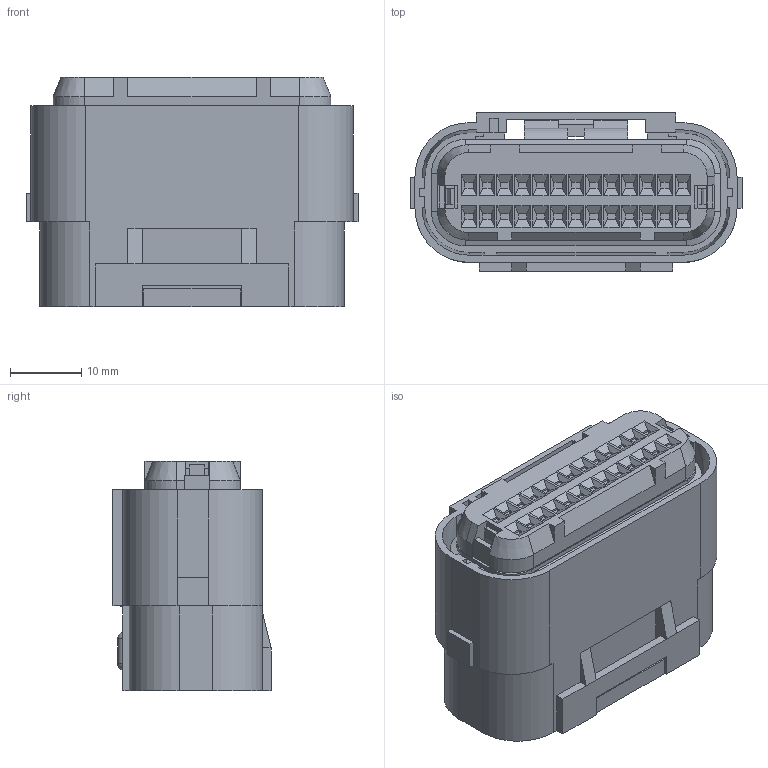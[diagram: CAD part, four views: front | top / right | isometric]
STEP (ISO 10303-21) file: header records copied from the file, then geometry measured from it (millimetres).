
FILE_DESCRIPTION (( 'STEP AP203' ), '1' );
FILE_NAME ('K3D-MX23A26SF1-R3 JAE Connector Division Proprietary.STEP', '2009-01-23T02:07:15', ( '' ), ( '' ), 'SwSTEP 2.0', 'SolidWorks 2008', '' );
FILE_SCHEMA (( 'CONFIG_CONTROL_DESIGN' ));
Length unit declared in the file: millimetre
Products named in the file (1): K3D-MX23A26SF1-R3 JAE Connector Division Proprietary
Bounding box: 46.6 x 22.2 x 32.2 mm (x, y, z)
Volume: 20975 mm3; surface area: 10516.2 mm2
Topology: 1 solids, 1 shells, 986 faces, 2555 edges, 1616 vertices
Faces by surface type: plane 676, cylinder 186, bspline 104, cone 16, sphere 4
Entity records: 29900 total; most frequent: CARTESIAN_POINT 6278, ORIENTED_EDGE 5102, DIRECTION 4593, EDGE_CURVE 2551, VECTOR 2011, LINE 2011, VERTEX_POINT 1616, AXIS2_PLACEMENT_3D 1291
